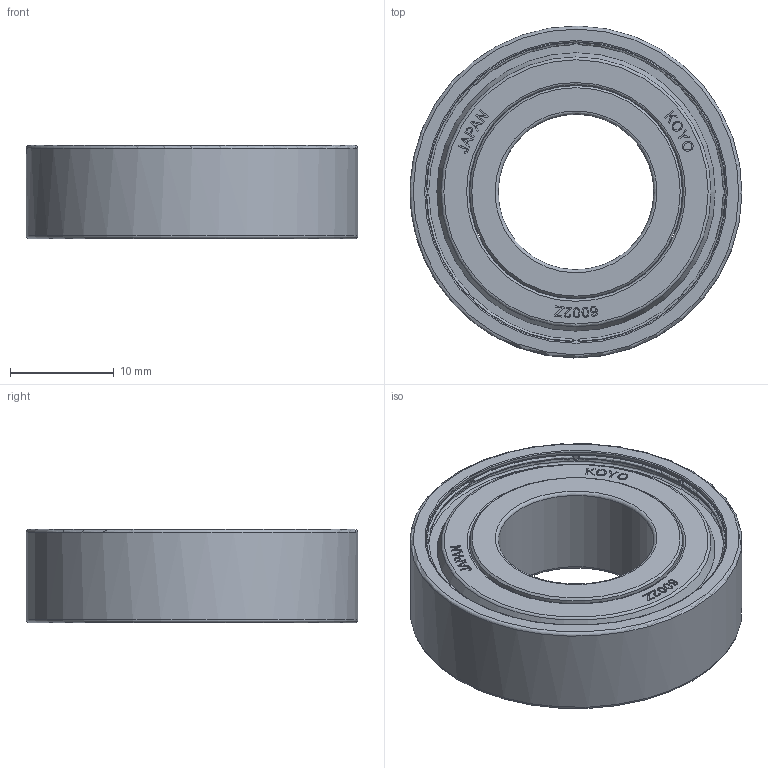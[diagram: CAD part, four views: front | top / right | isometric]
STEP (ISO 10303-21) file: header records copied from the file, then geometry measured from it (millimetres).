
FILE_DESCRIPTION(/* description */ (''),/* implementation_level */ '2;1');
FILE_NAME(/* name */ '6002ZZ.stp',/* time_stamp */ '2025-01-17T16:19:58+07:00',/* author */ (''),/* organization */ (''),/* preprocessor_version */ 'ST-DEVELOPER v19.3',/* originating_system */ 'SIEMENS PLM Software NX2212.5000',/* authorisation */ '');
FILE_SCHEMA (('AUTOMOTIVE_DESIGN { 1 0 10303 214 3 1 1 1 }'));
Length unit declared in the file: millimetre
Products named in the file (1): 6002ZZ deep groove bearing
Bounding box: 32 x 32 x 9 mm (x, y, z)
Volume: 3780.2 mm3; surface area: 7227.4 mm2
Topology: 24 solids, 24 shells, 1148 faces, 2944 edges, 1856 vertices
Faces by surface type: plane 312, bspline 285, torus 218, extrusion 172, cylinder 99, sphere 45, cone 17
Full cylindrical faces by diameter (mm): 1 x27, 1.3 x9, 1.5 x9, 15 x1, 20.5 x2, 20.6 x2, 20.7 x2, 21.1 x2, 24.6 x2, 27 x2, 29 x4, 29.4 x4, 32 x1
Entity records: 45640 total; most frequent: CARTESIAN_POINT 21931, ORIENTED_EDGE 5260, DIRECTION 4000, EDGE_CURVE 2630, VERTEX_POINT 1715, AXIS2_PLACEMENT_3D 1606, EDGE_LOOP 1372, ADVANCED_FACE 1148
